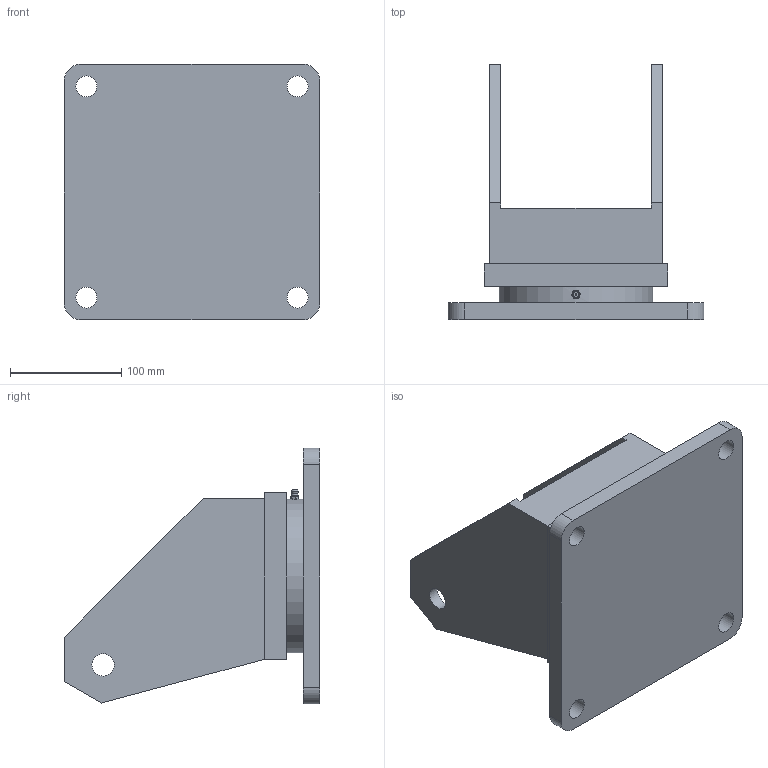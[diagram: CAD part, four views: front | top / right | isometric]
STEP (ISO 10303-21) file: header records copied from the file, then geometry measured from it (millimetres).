
FILE_DESCRIPTION (( 'STEP AP203' ), '1' );
FILE_NAME ('0018562_HD-L-250-3.STEP', '2017-12-14T12:51:18', ( '' ), ( '' ), 'SwSTEP 2.0', 'SolidWorks 2016', '' );
FILE_SCHEMA (( 'CONFIG_CONTROL_DESIGN' ));
Length unit declared in the file: millimetre
Products named in the file (4): 0018562_HD-L-250-3; HD-L-250-3_Grundplatte; HD-L-250-3_Gabel; Schmiernippel_M6x1
Assembly tree (3 placements, depth 2):
  0018562_HD-L-250-3
    HD-L-250-3_Grundplatte
    HD-L-250-3_Gabel
    Schmiernippel_M6x1
Bounding box: 230 x 230 x 230 mm (x, y, z)
Volume: 2094101.9 mm3; surface area: 316646.2 mm2
Topology: 3 solids, 3 shells, 70 faces, 172 edges, 112 vertices
Faces by surface type: plane 45, cylinder 17, cone 6, sphere 2
Full cylindrical faces by diameter (mm): 6 x2, 19 x4, 20.2 x2, 36 x2, 50 x1, 80 x1, 138 x1
Entity records: 2524 total; most frequent: CARTESIAN_POINT 544, DIRECTION 322, ORIENTED_EDGE 288, EDGE_CURVE 144, AXIS2_PLACEMENT_3D 116, EDGE_LOOP 112, VERTEX_POINT 106, VECTOR 90
